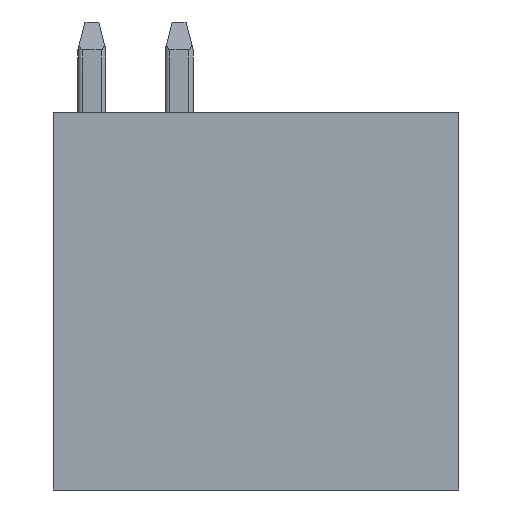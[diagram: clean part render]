
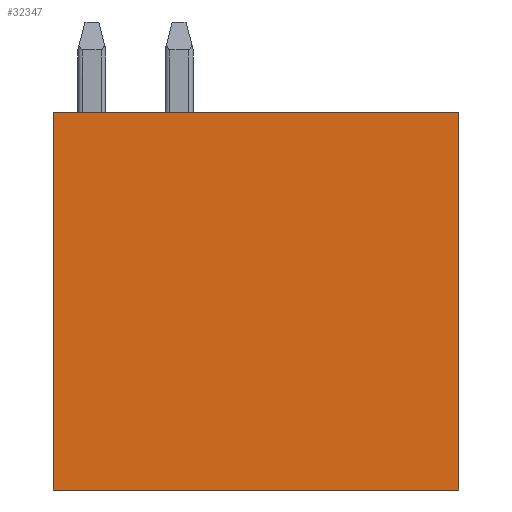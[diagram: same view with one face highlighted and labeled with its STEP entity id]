
A CAD part, front view. The second image highlights one B-rep face of the part: STEP entity #32347.
In plain terms, the highlighted planar face has unit normal (0, -1, 0).
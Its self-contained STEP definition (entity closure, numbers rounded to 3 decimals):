
#7941=DIRECTION('',(0.,0.,1.));
#7942=VECTOR('',#7941,10.8);
#7943=CARTESIAN_POINT('',(-5.49,-56.8,-6.62));
#7944=LINE('',#7943,#7942);
#7945=DIRECTION('',(1.,0.,0.));
#7946=VECTOR('',#7945,11.6);
#7947=CARTESIAN_POINT('',(-5.49,-56.8,4.18));
#7948=LINE('',#7947,#7946);
#7949=DIRECTION('',(0.,0.,-1.));
#7950=VECTOR('',#7949,10.8);
#7951=CARTESIAN_POINT('',(6.11,-56.8,4.18));
#7952=LINE('',#7951,#7950);
#7953=DIRECTION('',(-1.,0.,0.));
#7954=VECTOR('',#7953,11.6);
#7955=CARTESIAN_POINT('',(6.11,-56.8,-6.62));
#7956=LINE('',#7955,#7954);
#19177=CARTESIAN_POINT('',(-5.49,-56.8,-6.62));
#19178=CARTESIAN_POINT('',(-5.49,-56.8,4.18));
#19179=VERTEX_POINT('',#19177);
#19180=VERTEX_POINT('',#19178);
#19181=CARTESIAN_POINT('',(6.11,-56.8,4.18));
#19182=VERTEX_POINT('',#19181);
#19183=CARTESIAN_POINT('',(6.11,-56.8,-6.62));
#19184=VERTEX_POINT('',#19183);
#32336=CARTESIAN_POINT('',(0.,-56.8,0.));
#32337=DIRECTION('',(0.,1.,0.));
#32338=DIRECTION('',(1.,0.,0.));
#32339=AXIS2_PLACEMENT_3D('',#32336,#32337,#32338);
#32340=PLANE('',#32339);
#32341=ORIENTED_EDGE('',*,*,#23840,.T.);
#32342=ORIENTED_EDGE('',*,*,#24232,.T.);
#32343=ORIENTED_EDGE('',*,*,#24366,.T.);
#32344=ORIENTED_EDGE('',*,*,#32330,.T.);
#32345=EDGE_LOOP('',(#32341,#32342,#32343,#32344));
#32346=FACE_OUTER_BOUND('',#32345,.F.);
#32347=ADVANCED_FACE('',(#32346),#32340,.F.);
#23840=EDGE_CURVE('',#19179,#19180,#7944,.T.);
#24232=EDGE_CURVE('',#19180,#19182,#7948,.T.);
#24366=EDGE_CURVE('',#19182,#19184,#7952,.T.);
#32330=EDGE_CURVE('',#19184,#19179,#7956,.T.);
